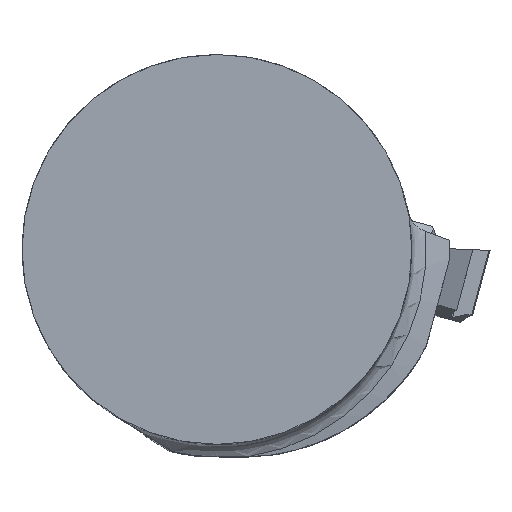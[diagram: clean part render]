
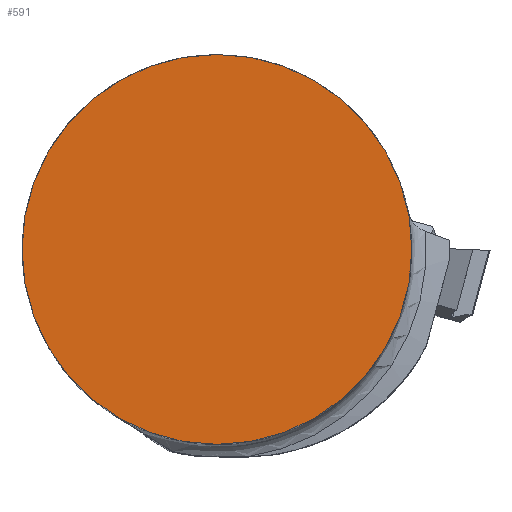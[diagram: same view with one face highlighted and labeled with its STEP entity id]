
A CAD part, top view. The second image highlights one B-rep face of the part: STEP entity #591.
In plain terms, the highlighted planar face has unit normal (0, 0, 1).
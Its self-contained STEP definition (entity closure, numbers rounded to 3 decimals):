
#591=ADVANCED_FACE('',(#749),#681,.T.);
#681=PLANE('',#2055);
#749=FACE_OUTER_BOUND('',#840,.T.);
#840=EDGE_LOOP('',(#1026));
#1026=ORIENTED_EDGE('',*,*,#1692,.T.);
#1501=VERTEX_POINT('',#2967);
#1692=EDGE_CURVE('',#1501,#1501,#1925,.T.);
#1925=CIRCLE('',#2040,8.);
#2040=AXIS2_PLACEMENT_3D('',#2966,#2264,#2265);
#2055=AXIS2_PLACEMENT_3D('',#3005,#2298,#2299);
#2264=DIRECTION('',(0.,0.,1.));
#2265=DIRECTION('',(0.,1.,0.));
#2298=DIRECTION('',(0.,0.,1.));
#2299=DIRECTION('',(1.,0.,0.));
#2966=CARTESIAN_POINT('',(0.,0.,0.));
#2967=CARTESIAN_POINT('',(0.,8.,0.));
#3005=CARTESIAN_POINT('',(0.,0.,0.));
